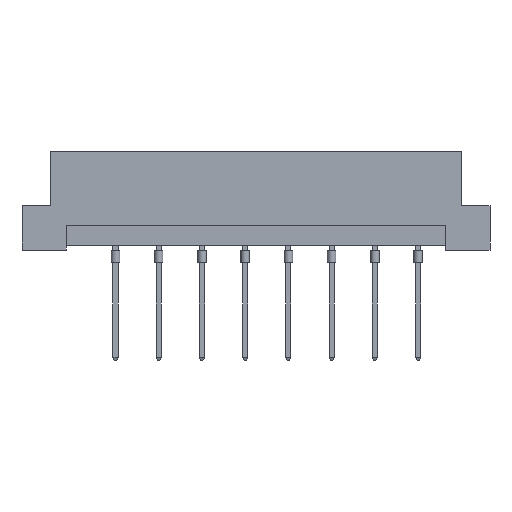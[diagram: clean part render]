
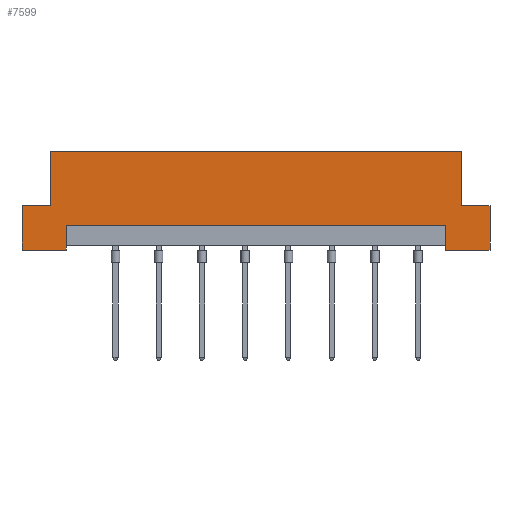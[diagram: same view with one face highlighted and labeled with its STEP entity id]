
A CAD part, front view. The second image highlights one B-rep face of the part: STEP entity #7599.
In plain terms, the highlighted planar face has unit normal (0, -1, 0).
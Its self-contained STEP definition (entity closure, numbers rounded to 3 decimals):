
#78 = ORIENTED_EDGE ( 'NONE', *, *, #953, .F. ) ;
#101 = ORIENTED_EDGE ( 'NONE', *, *, #3737, .F. ) ;
#126 = CARTESIAN_POINT ( 'NONE',  ( 27.5, 0., 5.2 ) ) ;
#144 = VECTOR ( 'NONE', #4430, 1000. ) ;
#292 = EDGE_CURVE ( 'NONE', #3260, #3665, #3893, .T. ) ;
#307 = VERTEX_POINT ( 'NONE', #4510 ) ;
#353 = VECTOR ( 'NONE', #7324, 1000. ) ;
#492 = CARTESIAN_POINT ( 'NONE',  ( -24.2, 0., 5.2 ) ) ;
#558 = VECTOR ( 'NONE', #5185, 1000. ) ;
#593 = CARTESIAN_POINT ( 'NONE',  ( 27.5, 0., 5.2 ) ) ;
#633 = VERTEX_POINT ( 'NONE', #8545 ) ;
#719 = CARTESIAN_POINT ( 'NONE',  ( 22.3, 0., 2.9 ) ) ;
#777 = DIRECTION ( 'NONE',  ( 0., 0., -1. ) ) ;
#879 = FACE_OUTER_BOUND ( 'NONE', #4012, .T. ) ;
#930 = CARTESIAN_POINT ( 'NONE',  ( -27.5, 0., 5.2 ) ) ;
#953 = EDGE_CURVE ( 'NONE', #1972, #2620, #3727, .T. ) ;
#1003 = EDGE_CURVE ( 'NONE', #1972, #3502, #5090, .T. ) ;
#1069 = LINE ( 'NONE', #5904, #6962 ) ;
#1202 = LINE ( 'NONE', #2566, #8299 ) ;
#1334 = ORIENTED_EDGE ( 'NONE', *, *, #292, .F. ) ;
#1393 = EDGE_CURVE ( 'NONE', #307, #633, #6436, .T. ) ;
#1483 = PLANE ( 'NONE',  #6469 ) ;
#1524 = DIRECTION ( 'NONE',  ( 0., 0., 1. ) ) ;
#1551 = VERTEX_POINT ( 'NONE', #8899 ) ;
#1635 = VECTOR ( 'NONE', #8140, 1000. ) ;
#1644 = CARTESIAN_POINT ( 'NONE',  ( 24.2, 0., 5.2 ) ) ;
#1769 = VECTOR ( 'NONE', #4274, 1000. ) ;
#1972 = VERTEX_POINT ( 'NONE', #1644 ) ;
#2033 = EDGE_CURVE ( 'NONE', #6032, #9080, #8230, .T. ) ;
#2122 = LINE ( 'NONE', #3439, #1769 ) ;
#2327 = CARTESIAN_POINT ( 'NONE',  ( -24.2, 0., 5.2 ) ) ;
#2334 = DIRECTION ( 'NONE',  ( 0., 1., 0. ) ) ;
#2341 = CARTESIAN_POINT ( 'NONE',  ( -27.5, 0., 0. ) ) ;
#2566 = CARTESIAN_POINT ( 'NONE',  ( -27.5, 0., 11.6 ) ) ;
#2620 = VERTEX_POINT ( 'NONE', #593 ) ;
#2661 = ORIENTED_EDGE ( 'NONE', *, *, #3639, .F. ) ;
#3022 = VECTOR ( 'NONE', #4332, 1000. ) ;
#3079 = CARTESIAN_POINT ( 'NONE',  ( 27.5, 0., 0. ) ) ;
#3260 = VERTEX_POINT ( 'NONE', #3844 ) ;
#3439 = CARTESIAN_POINT ( 'NONE',  ( 22.3, 0., 0.5 ) ) ;
#3502 = VERTEX_POINT ( 'NONE', #8029 ) ;
#3516 = ORIENTED_EDGE ( 'NONE', *, *, #3682, .F. ) ;
#3574 = VECTOR ( 'NONE', #1524, 1000. ) ;
#3629 = DIRECTION ( 'NONE',  ( 0., 0., 1. ) ) ;
#3639 = EDGE_CURVE ( 'NONE', #4792, #1551, #1069, .T. ) ;
#3665 = VERTEX_POINT ( 'NONE', #2341 ) ;
#3682 = EDGE_CURVE ( 'NONE', #9080, #8353, #6445, .T. ) ;
#3686 = CARTESIAN_POINT ( 'NONE',  ( -27.5, 0., 11.6 ) ) ;
#3727 = LINE ( 'NONE', #126, #144 ) ;
#3737 = EDGE_CURVE ( 'NONE', #633, #3260, #7297, .T. ) ;
#3844 = CARTESIAN_POINT ( 'NONE',  ( -22.3, 0., 0. ) ) ;
#3893 = LINE ( 'NONE', #6068, #1635 ) ;
#3926 = DIRECTION ( 'NONE',  ( -1., 0., 0. ) ) ;
#3939 = CARTESIAN_POINT ( 'NONE',  ( -27.5, 0., 5.2 ) ) ;
#4012 = EDGE_LOOP ( 'NONE', ( #8676, #5901, #2661, #7356, #78, #9135, #7909, #3516, #6423, #7309, #1334, #101 ) ) ;
#4274 = DIRECTION ( 'NONE',  ( 0., 0., -1. ) ) ;
#4332 = DIRECTION ( 'NONE',  ( 0., 0., 1. ) ) ;
#4430 = DIRECTION ( 'NONE',  ( 1., 0., 0. ) ) ;
#4510 = CARTESIAN_POINT ( 'NONE',  ( 22.3, 0., 2.9 ) ) ;
#4754 = EDGE_CURVE ( 'NONE', #2620, #4792, #7256, .T. ) ;
#4792 = VERTEX_POINT ( 'NONE', #3079 ) ;
#5062 = EDGE_CURVE ( 'NONE', #307, #1551, #2122, .T. ) ;
#5090 = LINE ( 'NONE', #7913, #3574 ) ;
#5185 = DIRECTION ( 'NONE',  ( 0., 0., -1. ) ) ;
#5194 = VECTOR ( 'NONE', #3629, 1000. ) ;
#5884 = LINE ( 'NONE', #8663, #3022 ) ;
#5901 = ORIENTED_EDGE ( 'NONE', *, *, #5062, .T. ) ;
#5904 = CARTESIAN_POINT ( 'NONE',  ( -27.5, 0., 0. ) ) ;
#6032 = VERTEX_POINT ( 'NONE', #930 ) ;
#6068 = CARTESIAN_POINT ( 'NONE',  ( -27.5, 0., 0. ) ) ;
#6423 = ORIENTED_EDGE ( 'NONE', *, *, #2033, .F. ) ;
#6436 = LINE ( 'NONE', #719, #9268 ) ;
#6445 = LINE ( 'NONE', #2327, #5194 ) ;
#6469 = AXIS2_PLACEMENT_3D ( 'NONE', #3686, #2334, #8020 ) ;
#6962 = VECTOR ( 'NONE', #3926, 1000. ) ;
#6982 = DIRECTION ( 'NONE',  ( 1., 0., 0. ) ) ;
#7141 = VECTOR ( 'NONE', #777, 1000. ) ;
#7243 = DIRECTION ( 'NONE',  ( -1., 0., 0. ) ) ;
#7256 = LINE ( 'NONE', #8106, #558 ) ;
#7297 = LINE ( 'NONE', #7862, #7141 ) ;
#7309 = ORIENTED_EDGE ( 'NONE', *, *, #8812, .F. ) ;
#7324 = DIRECTION ( 'NONE',  ( 1., 0., 0. ) ) ;
#7356 = ORIENTED_EDGE ( 'NONE', *, *, #4754, .F. ) ;
#7599 = ADVANCED_FACE ( 'NONE', ( #879 ), #1483, .F. ) ;
#7862 = CARTESIAN_POINT ( 'NONE',  ( -22.3, 0., 0.5 ) ) ;
#7909 = ORIENTED_EDGE ( 'NONE', *, *, #8115, .F. ) ;
#7913 = CARTESIAN_POINT ( 'NONE',  ( 24.2, 0., 5.2 ) ) ;
#8020 = DIRECTION ( 'NONE',  ( 0., 0., 1. ) ) ;
#8029 = CARTESIAN_POINT ( 'NONE',  ( 24.2, 0., 11.6 ) ) ;
#8106 = CARTESIAN_POINT ( 'NONE',  ( 27.5, 0., 0. ) ) ;
#8115 = EDGE_CURVE ( 'NONE', #8353, #3502, #1202, .T. ) ;
#8140 = DIRECTION ( 'NONE',  ( -1., 0., 0. ) ) ;
#8230 = LINE ( 'NONE', #3939, #353 ) ;
#8299 = VECTOR ( 'NONE', #6982, 1000. ) ;
#8353 = VERTEX_POINT ( 'NONE', #8679 ) ;
#8545 = CARTESIAN_POINT ( 'NONE',  ( -22.3, 0., 2.9 ) ) ;
#8663 = CARTESIAN_POINT ( 'NONE',  ( -27.5, 0., 0. ) ) ;
#8676 = ORIENTED_EDGE ( 'NONE', *, *, #1393, .F. ) ;
#8679 = CARTESIAN_POINT ( 'NONE',  ( -24.2, 0., 11.6 ) ) ;
#8812 = EDGE_CURVE ( 'NONE', #3665, #6032, #5884, .T. ) ;
#8899 = CARTESIAN_POINT ( 'NONE',  ( 22.3, 0., 0. ) ) ;
#9080 = VERTEX_POINT ( 'NONE', #492 ) ;
#9135 = ORIENTED_EDGE ( 'NONE', *, *, #1003, .T. ) ;
#9268 = VECTOR ( 'NONE', #7243, 1000. ) ;
